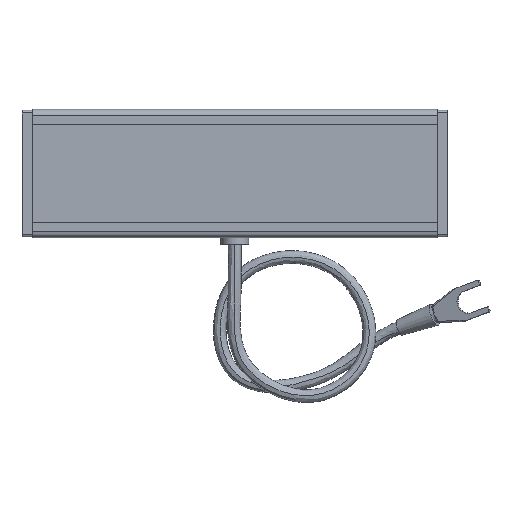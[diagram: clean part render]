
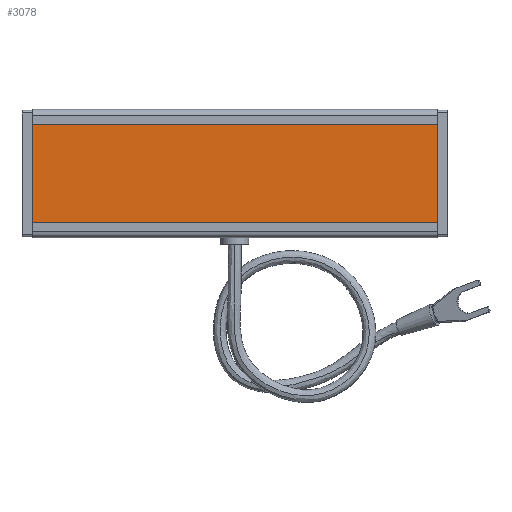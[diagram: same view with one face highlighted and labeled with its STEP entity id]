
A CAD part, front view. The second image highlights one B-rep face of the part: STEP entity #3078.
In plain terms, the highlighted face is planar.
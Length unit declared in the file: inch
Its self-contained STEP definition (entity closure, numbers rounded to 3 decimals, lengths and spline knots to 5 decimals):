
#103 = CARTESIAN_POINT ( 'NONE',  ( 0., 0.496, -0.379 ) ) ;
#1742 = EDGE_CURVE ( 'NONE', #3587, #15593, #2841, .T. ) ;
#1766 = VECTOR ( 'NONE', #15316, 39.37008 ) ;
#2841 = LINE ( 'NONE', #5808, #1766 ) ;
#3021 = DIRECTION ( 'NONE',  ( 0., 0., 1. ) ) ;
#3078 = ADVANCED_FACE ( 'NONE', ( #5184 ), #13564, .T. ) ;
#3230 = CARTESIAN_POINT ( 'NONE',  ( -3.15752, 0.496, 0. ) ) ;
#3587 = VERTEX_POINT ( 'NONE', #12625 ) ;
#3615 = EDGE_LOOP ( 'NONE', ( #13268, #5499, #9871, #4899 ) ) ;
#4281 = VECTOR ( 'NONE', #8650, 39.37008 ) ;
#4670 = EDGE_CURVE ( 'NONE', #6294, #14799, #7441, .T. ) ;
#4899 = ORIENTED_EDGE ( 'NONE', *, *, #1742, .T. ) ;
#5160 = AXIS2_PLACEMENT_3D ( 'NONE', #9529, #11338, #3021 ) ;
#5184 = FACE_OUTER_BOUND ( 'NONE', #3615, .T. ) ;
#5499 = ORIENTED_EDGE ( 'NONE', *, *, #4670, .F. ) ;
#5808 = CARTESIAN_POINT ( 'NONE',  ( -3.15752, 0.496, 0.379 ) ) ;
#6294 = VERTEX_POINT ( 'NONE', #10080 ) ;
#6372 = CARTESIAN_POINT ( 'NONE',  ( -3.15752, 0.496, -0.379 ) ) ;
#6715 = EDGE_CURVE ( 'NONE', #14799, #15593, #11030, .T. ) ;
#7441 = LINE ( 'NONE', #6372, #17371 ) ;
#7751 = DIRECTION ( 'NONE',  ( 1., 0., 0. ) ) ;
#7798 = VECTOR ( 'NONE', #17803, 39.37008 ) ;
#8151 = CARTESIAN_POINT ( 'NONE',  ( 0., 0.496, 0. ) ) ;
#8650 = DIRECTION ( 'NONE',  ( 0., 0., 1. ) ) ;
#8804 = LINE ( 'NONE', #3230, #4281 ) ;
#9091 = EDGE_CURVE ( 'NONE', #6294, #3587, #8804, .T. ) ;
#9529 = CARTESIAN_POINT ( 'NONE',  ( -3.15752, 0.496, 0. ) ) ;
#9871 = ORIENTED_EDGE ( 'NONE', *, *, #9091, .T. ) ;
#10080 = CARTESIAN_POINT ( 'NONE',  ( -3.15752, 0.496, -0.379 ) ) ;
#11030 = LINE ( 'NONE', #8151, #7798 ) ;
#11338 = DIRECTION ( 'NONE',  ( 0., 1., 0. ) ) ;
#12625 = CARTESIAN_POINT ( 'NONE',  ( -3.15752, 0.496, 0.379 ) ) ;
#13268 = ORIENTED_EDGE ( 'NONE', *, *, #6715, .F. ) ;
#13564 = PLANE ( 'NONE',  #5160 ) ;
#14799 = VERTEX_POINT ( 'NONE', #103 ) ;
#15316 = DIRECTION ( 'NONE',  ( 1., 0., 0. ) ) ;
#15593 = VERTEX_POINT ( 'NONE', #15595 ) ;
#15595 = CARTESIAN_POINT ( 'NONE',  ( 0., 0.496, 0.379 ) ) ;
#17371 = VECTOR ( 'NONE', #7751, 39.37008 ) ;
#17803 = DIRECTION ( 'NONE',  ( 0., 0., 1. ) ) ;
